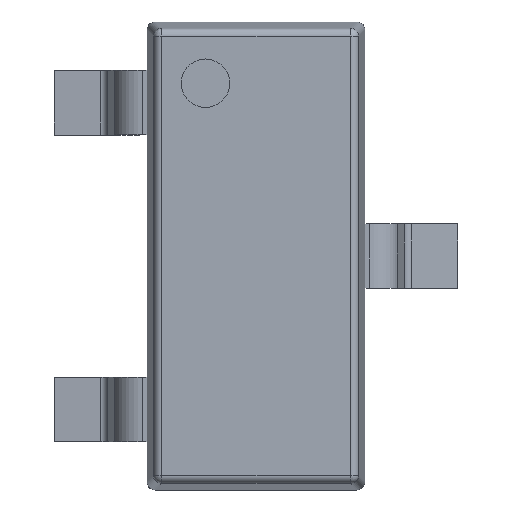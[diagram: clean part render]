
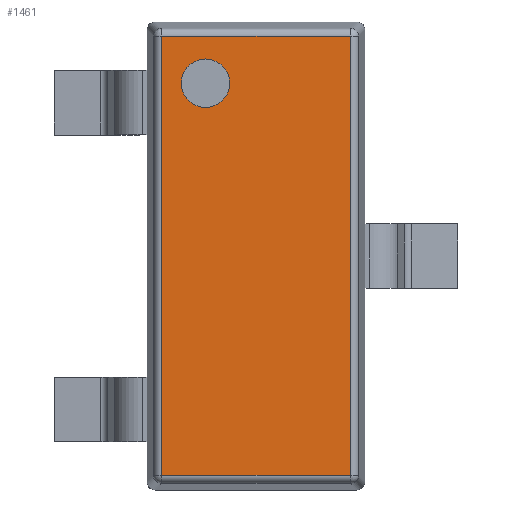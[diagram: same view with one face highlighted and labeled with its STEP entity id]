
A CAD part, top view. The second image highlights one B-rep face of the part: STEP entity #1461.
In plain terms, the highlighted planar face has unit normal (0, 0, 1).
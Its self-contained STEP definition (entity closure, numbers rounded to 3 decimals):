
#52=FACE_BOUND('',#266,.T.);
#62=PLANE('',#1588);
#116=CIRCLE('',#1589,0.15);
#182=FACE_OUTER_BOUND('',#265,.T.);
#265=EDGE_LOOP('',(#1139,#1140,#1141,#1142));
#266=EDGE_LOOP('',(#1143));
#344=LINE('',#2171,#498);
#356=LINE('',#2211,#510);
#358=LINE('',#2214,#512);
#362=LINE('',#2220,#516);
#498=VECTOR('',#1734,10.);
#510=VECTOR('',#1774,10.);
#512=VECTOR('',#1778,10.);
#516=VECTOR('',#1786,10.);
#655=VERTEX_POINT('',#2141);
#661=VERTEX_POINT('',#2158);
#666=VERTEX_POINT('',#2174);
#669=VERTEX_POINT('',#2184);
#699=VERTEX_POINT('',#2298);
#799=EDGE_CURVE('',#655,#661,#344,.T.);
#819=EDGE_CURVE('',#661,#669,#356,.T.);
#821=EDGE_CURVE('',#669,#666,#358,.T.);
#825=EDGE_CURVE('',#666,#655,#362,.T.);
#866=EDGE_CURVE('',#699,#699,#116,.T.);
#1139=ORIENTED_EDGE('',*,*,#799,.F.);
#1140=ORIENTED_EDGE('',*,*,#825,.F.);
#1141=ORIENTED_EDGE('',*,*,#821,.F.);
#1142=ORIENTED_EDGE('',*,*,#819,.F.);
#1143=ORIENTED_EDGE('',*,*,#866,.T.);
#1461=ADVANCED_FACE('',(#182,#52),#62,.T.);
#1588=AXIS2_PLACEMENT_3D('',#2297,#1864,#1865);
#1589=AXIS2_PLACEMENT_3D('',#2299,#1866,#1867);
#1734=DIRECTION('',(0.,-1.,0.));
#1774=DIRECTION('',(-1.,0.,0.));
#1778=DIRECTION('',(0.,1.,0.));
#1786=DIRECTION('',(1.,0.,0.));
#1864=DIRECTION('center_axis',(0.,0.,1.));
#1865=DIRECTION('ref_axis',(1.,0.,0.));
#1866=DIRECTION('center_axis',(0.,0.,-1.));
#1867=DIRECTION('ref_axis',(-1.,0.,0.));
#2141=CARTESIAN_POINT('',(0.585,1.36,1.2));
#2158=CARTESIAN_POINT('',(0.585,-1.36,1.2));
#2171=CARTESIAN_POINT('',(0.585,0.725,1.2));
#2174=CARTESIAN_POINT('',(-0.585,1.36,1.2));
#2184=CARTESIAN_POINT('',(-0.585,-1.36,1.2));
#2211=CARTESIAN_POINT('',(0.337,-1.36,1.2));
#2214=CARTESIAN_POINT('',(-0.585,-0.725,1.2));
#2220=CARTESIAN_POINT('',(-0.338,1.36,1.2));
#2297=CARTESIAN_POINT('Origin',(0.,0.,
1.2));
#2298=CARTESIAN_POINT('',(-0.163,1.07,1.2));
#2299=CARTESIAN_POINT('Origin',(-0.313,1.07,1.2));
